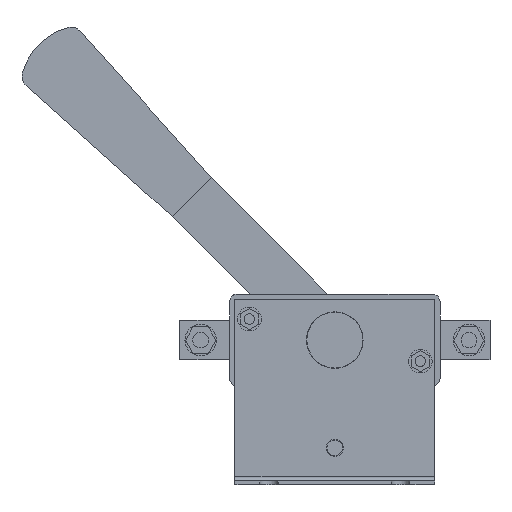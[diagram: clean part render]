
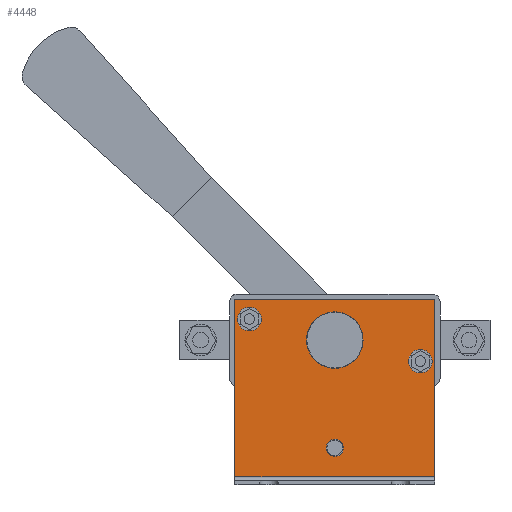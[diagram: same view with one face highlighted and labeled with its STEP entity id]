
A CAD part, left-side view. The second image highlights one B-rep face of the part: STEP entity #4448.
In plain terms, the highlighted planar face has unit normal (-1, 0, 0).
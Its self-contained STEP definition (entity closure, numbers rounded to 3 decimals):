
#165 = ORIENTED_EDGE ( 'NONE', *, *, #7608, .T. ) ;
#301 = AXIS2_PLACEMENT_3D ( 'NONE', #315, #13080, #2187 ) ;
#315 = CARTESIAN_POINT ( 'NONE',  ( -68.5, 113.705, -53.5 ) ) ;
#402 = ORIENTED_EDGE ( 'NONE', *, *, #16501, .F. ) ;
#481 = VERTEX_POINT ( 'NONE', #22983 ) ;
#594 = CARTESIAN_POINT ( 'NONE',  ( -68.5, 0., -44.25 ) ) ;
#668 = DIRECTION ( 'NONE',  ( 1., 0., 0. ) ) ;
#1087 = VERTEX_POINT ( 'NONE', #13358 ) ;
#1113 = EDGE_CURVE ( 'NONE', #4812, #4812, #12953, .T. ) ;
#1115 = CIRCLE ( 'NONE', #4045, 3.25 ) ;
#1359 = FACE_OUTER_BOUND ( 'NONE', #11241, .T. ) ;
#1478 = DIRECTION ( 'NONE',  ( 0., 1., 0. ) ) ;
#1821 = CARTESIAN_POINT ( 'NONE',  ( -68.5, -38., 15.5 ) ) ;
#1845 = DIRECTION ( 'NONE',  ( -1., 0., 0. ) ) ;
#2162 = VERTEX_POINT ( 'NONE', #10261 ) ;
#2187 = DIRECTION ( 'NONE',  ( 0., 0., 1. ) ) ;
#2547 = DIRECTION ( 'NONE',  ( 1., 0., 0. ) ) ;
#2687 = DIRECTION ( 'NONE',  ( 0., 0., 1. ) ) ;
#2728 = CARTESIAN_POINT ( 'NONE',  ( -68.5, 32.5, 8. ) ) ;
#3973 = EDGE_CURVE ( 'NONE', #14597, #23461, #23621, .T. ) ;
#4045 = AXIS2_PLACEMENT_3D ( 'NONE', #11610, #668, #13435 ) ;
#4448 = ADVANCED_FACE ( 'NONE', ( #20203, #11065, #17655, #1359, #15370 ), #20366, .F. ) ;
#4584 = DIRECTION ( 'NONE',  ( 0., 0., -1. ) ) ;
#4812 = VERTEX_POINT ( 'NONE', #16810 ) ;
#5987 = VERTEX_POINT ( 'NONE', #594 ) ;
#6223 = EDGE_CURVE ( 'NONE', #5987, #5987, #1115, .T. ) ;
#6577 = CIRCLE ( 'NONE', #13351, 4.5 ) ;
#6634 = EDGE_CURVE ( 'NONE', #1087, #1087, #6577, .T. ) ;
#6663 = AXIS2_PLACEMENT_3D ( 'NONE', #13448, #2547, #15311 ) ;
#7105 = EDGE_LOOP ( 'NONE', ( #20631 ) ) ;
#7608 = EDGE_CURVE ( 'NONE', #14597, #10446, #12183, .T. ) ;
#10261 = CARTESIAN_POINT ( 'NONE',  ( -68.5, 38., 15.5 ) ) ;
#10446 = VERTEX_POINT ( 'NONE', #1821 ) ;
#11065 = FACE_BOUND ( 'NONE', #7105, .T. ) ;
#11137 = LINE ( 'NONE', #22481, #20854 ) ;
#11241 = EDGE_LOOP ( 'NONE', ( #165, #12529, #402, #14499 ) ) ;
#11430 = EDGE_CURVE ( 'NONE', #2162, #10446, #22743, .T. ) ;
#11607 = VECTOR ( 'NONE', #2687, 1000. ) ;
#11610 = CARTESIAN_POINT ( 'NONE',  ( -68.5, 0., -41. ) ) ;
#12081 = CARTESIAN_POINT ( 'NONE',  ( -68.5, 113.705, 15.5 ) ) ;
#12183 = LINE ( 'NONE', #17302, #11607 ) ;
#12465 = ORIENTED_EDGE ( 'NONE', *, *, #6634, .F. ) ;
#12529 = ORIENTED_EDGE ( 'NONE', *, *, #11430, .F. ) ;
#12762 = CARTESIAN_POINT ( 'NONE',  ( -68.5, -32.5, -8. ) ) ;
#12953 = CIRCLE ( 'NONE', #6663, 10.75 ) ;
#13080 = DIRECTION ( 'NONE',  ( 1., 0., 0. ) ) ;
#13299 = DIRECTION ( 'NONE',  ( 0., 0., 1. ) ) ;
#13351 = AXIS2_PLACEMENT_3D ( 'NONE', #12762, #1845, #14619 ) ;
#13358 = CARTESIAN_POINT ( 'NONE',  ( -68.5, -32.5, -12.5 ) ) ;
#13375 = EDGE_LOOP ( 'NONE', ( #19198 ) ) ;
#13435 = DIRECTION ( 'NONE',  ( 0., 0., -1. ) ) ;
#13448 = CARTESIAN_POINT ( 'NONE',  ( -68.5, 0., 0. ) ) ;
#13951 = VECTOR ( 'NONE', #1478, 1000. ) ;
#14499 = ORIENTED_EDGE ( 'NONE', *, *, #3973, .F. ) ;
#14597 = VERTEX_POINT ( 'NONE', #17291 ) ;
#14619 = DIRECTION ( 'NONE',  ( 0., 0., -1. ) ) ;
#15300 = EDGE_LOOP ( 'NONE', ( #12465 ) ) ;
#15311 = DIRECTION ( 'NONE',  ( 0., 0., -1. ) ) ;
#15370 = FACE_BOUND ( 'NONE', #15300, .T. ) ;
#15506 = DIRECTION ( 'NONE',  ( -1., 0., 0. ) ) ;
#15766 = CIRCLE ( 'NONE', #21890, 4.5 ) ;
#16501 = EDGE_CURVE ( 'NONE', #23461, #2162, #11137, .T. ) ;
#16810 = CARTESIAN_POINT ( 'NONE',  ( -68.5, 0., -10.75 ) ) ;
#17291 = CARTESIAN_POINT ( 'NONE',  ( -68.5, -38., -52. ) ) ;
#17302 = CARTESIAN_POINT ( 'NONE',  ( -68.5, -38., -53.5 ) ) ;
#17655 = FACE_BOUND ( 'NONE', #18784, .T. ) ;
#18784 = EDGE_LOOP ( 'NONE', ( #22651 ) ) ;
#19198 = ORIENTED_EDGE ( 'NONE', *, *, #21589, .F. ) ;
#19765 = CARTESIAN_POINT ( 'NONE',  ( -68.5, 38., -52. ) ) ;
#20203 = FACE_BOUND ( 'NONE', #13375, .T. ) ;
#20366 = PLANE ( 'NONE',  #301 ) ;
#20631 = ORIENTED_EDGE ( 'NONE', *, *, #1113, .T. ) ;
#20854 = VECTOR ( 'NONE', #13299, 1000. ) ;
#21192 = CARTESIAN_POINT ( 'NONE',  ( -68.5, 38., -52. ) ) ;
#21589 = EDGE_CURVE ( 'NONE', #481, #481, #15766, .T. ) ;
#21604 = VECTOR ( 'NONE', #22981, 1000. ) ;
#21890 = AXIS2_PLACEMENT_3D ( 'NONE', #2728, #15506, #4584 ) ;
#22481 = CARTESIAN_POINT ( 'NONE',  ( -68.5, 38., -53.5 ) ) ;
#22651 = ORIENTED_EDGE ( 'NONE', *, *, #6223, .T. ) ;
#22743 = LINE ( 'NONE', #12081, #21604 ) ;
#22981 = DIRECTION ( 'NONE',  ( 0., -1., 0. ) ) ;
#22983 = CARTESIAN_POINT ( 'NONE',  ( -68.5, 32.5, 3.5 ) ) ;
#23461 = VERTEX_POINT ( 'NONE', #19765 ) ;
#23621 = LINE ( 'NONE', #21192, #13951 ) ;
